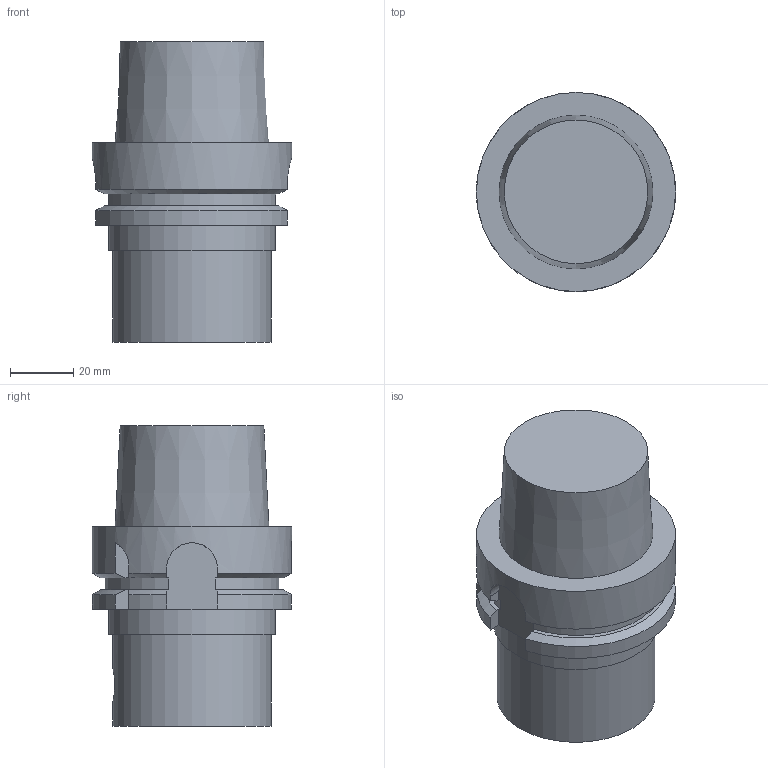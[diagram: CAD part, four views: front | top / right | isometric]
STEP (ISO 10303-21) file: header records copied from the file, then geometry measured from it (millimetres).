
FILE_DESCRIPTION((''),'1');
FILE_NAME('HSK-A63-CKB5-63.stp','2023-11-06T01:27:54',(''),(''),'Spatial Interop R21 SP3','Kubotek KeyCreator 2011 V10.0.2 (22737)',' ');
FILE_SCHEMA(('automotive_design'));
Length unit declared in the file: millimetre
Products named in the file (1): 240[2]
Bounding box: 63 x 63 x 95 mm (x, y, z)
Volume: 185164.5 mm3; surface area: 25540.8 mm2
Topology: 1 solids, 1 shells, 47 faces, 123 edges, 82 vertices
Faces by surface type: plane 26, cylinder 14, cone 7
Full cylindrical faces by diameter (mm): 10.3 x1, 28 x1, 50 x1, 52.6 x1, 63 x1
Entity records: 2766 total; most frequent: CARTESIAN_POINT 496, ORIENTED_EDGE 228, DIRECTION 226, PRESENTATION_STYLE_ASSIGNMENT 210, COLOUR_RGB 210, STYLED_ITEM 162, CURVE_STYLE 162, DRAUGHTING_PRE_DEFINED_CURVE_FONT 162
